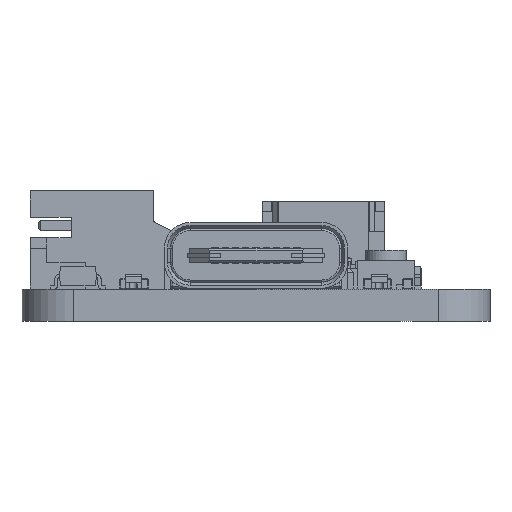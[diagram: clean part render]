
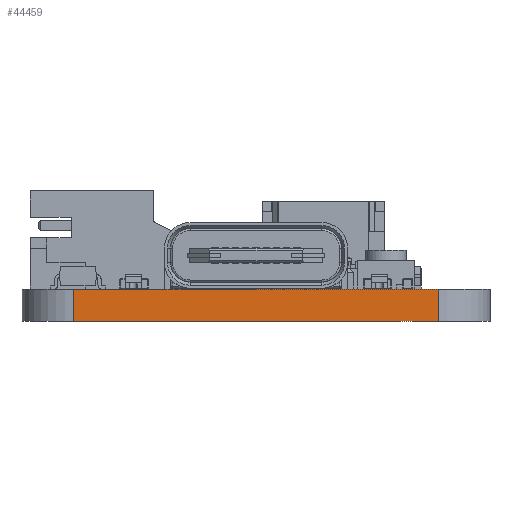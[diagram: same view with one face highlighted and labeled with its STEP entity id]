
A CAD part, left-side view. The second image highlights one B-rep face of the part: STEP entity #44459.
In plain terms, the highlighted planar face has unit normal (-1, 0, 0).
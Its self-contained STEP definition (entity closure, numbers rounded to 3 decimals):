
#2768=FACE_OUTER_BOUND('',#5214,.T.);
#5214=EDGE_LOOP('',(#29523,#29524,#29525,#29526));
#8106=LINE('',#64352,#13289);
#8107=LINE('',#64354,#13290);
#8108=LINE('',#64356,#13291);
#8109=LINE('',#64357,#13292);
#13289=VECTOR('',#51991,10.);
#13290=VECTOR('',#51992,10.);
#13291=VECTOR('',#51993,10.);
#13292=VECTOR('',#51994,10.);
#18641=VERTEX_POINT('',#64350);
#18642=VERTEX_POINT('',#64351);
#18643=VERTEX_POINT('',#64353);
#18644=VERTEX_POINT('',#64355);
#22980=EDGE_CURVE('',#18641,#18642,#8106,.T.);
#22981=EDGE_CURVE('',#18642,#18643,#8107,.T.);
#22982=EDGE_CURVE('',#18644,#18643,#8108,.T.);
#22983=EDGE_CURVE('',#18641,#18644,#8109,.T.);
#29523=ORIENTED_EDGE('',*,*,#22980,.T.);
#29524=ORIENTED_EDGE('',*,*,#22981,.T.);
#29525=ORIENTED_EDGE('',*,*,#22982,.F.);
#29526=ORIENTED_EDGE('',*,*,#22983,.F.);
#41507=PLANE('',#47573);
#44459=ADVANCED_FACE('',(#2768),#41507,.T.);
#47573=AXIS2_PLACEMENT_3D('',#64349,#51989,#51990);
#51989=DIRECTION('center_axis',(-1.,0.,0.));
#51990=DIRECTION('ref_axis',(0.,-1.,0.));
#51991=DIRECTION('',(0.,-1.,0.));
#51992=DIRECTION('',(0.,0.,1.));
#51993=DIRECTION('',(0.,-1.,0.));
#51994=DIRECTION('',(0.,0.,1.));
#64349=CARTESIAN_POINT('Origin',(0.,20.32,0.));
#64350=CARTESIAN_POINT('',(0.,20.32,0.));
#64351=CARTESIAN_POINT('',(0.,2.54,0.));
#64352=CARTESIAN_POINT('',(0.,20.32,0.));
#64353=CARTESIAN_POINT('',(0.,2.54,1.57));
#64354=CARTESIAN_POINT('',(0.,2.54,0.));
#64355=CARTESIAN_POINT('',(0.,20.32,1.57));
#64356=CARTESIAN_POINT('',(0.,20.32,1.57));
#64357=CARTESIAN_POINT('',(0.,20.32,0.));
